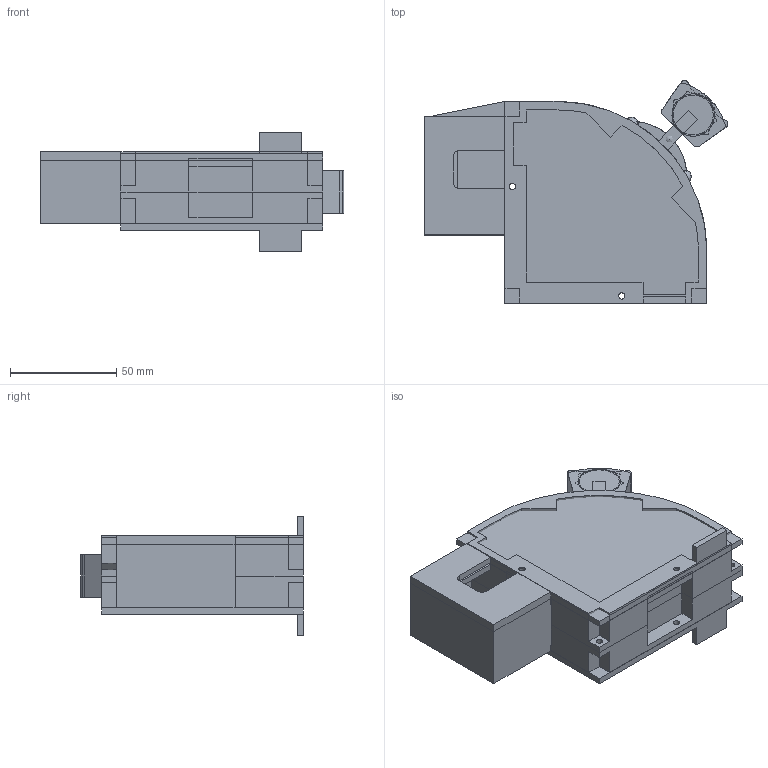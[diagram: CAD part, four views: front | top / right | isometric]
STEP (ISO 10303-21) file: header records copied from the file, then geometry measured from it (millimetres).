
FILE_DESCRIPTION(('STEP AP214'),'1');
FILE_NAME('Released.stp','2020-11-10T11:57:23',(' '),(' '),'Spatial InterOp 3D',' ',' ');
FILE_SCHEMA(('AUTOMOTIVE_DESIGN { 1 0 10303 214 1 1 1 1 }'));
Length unit declared in the file: metre
Products named in the file (45): 1602195080; 1602192764; 1602191925; 1602191411; 1601248376; 1601069553; 1601067481; 1601067270; 1601064545; 1601063037; 1601063025; 1601063013; 1601063001; 1601062989; 1601062977; 1601061461; 1600970759; 1600965863; 1600964248; 1600765950; 1600546941; 1600546318; 1600545307; 1600543678; 1600535906; 1600588288; 1600718710; 1600725761; 1600725788; 1600725815; 1600725842; 1600725869; 1600725896; 1600725923; 1600736408; 1600738671; 1601042253; 1601042404; 1601044669; 1601050438 ...
Bounding box: 142.92 x 104.89 x 56 mm (x, y, z)
Volume: 365913.3 mm3; surface area: 234670.4 mm2
Topology: 45 solids, 45 shells, 2122 faces, 6100 edges, 4068 vertices
Faces by surface type: cylinder 1252, plane 777, extrusion 44, cone 30, sphere 16, torus 2, bspline 1
Full cylindrical faces by diameter (mm): 3 x20, 5.8 x1, 6 x4, 6.8 x4, 10 x6, 10.8 x2, 11.8 x1, 12 x2, 16 x8, 16.2 x1, 16.6 x2, 20 x1, 24 x2, 28 x2
Entity records: 90004 total; most frequent: CARTESIAN_POINT 15293, DIRECTION 12506, ORIENTED_EDGE 11920, EDGE_CURVE 5960, AXIS2_PLACEMENT_3D 4679, VERTEX_POINT 4009, VECTOR 3148, LINE 3104
